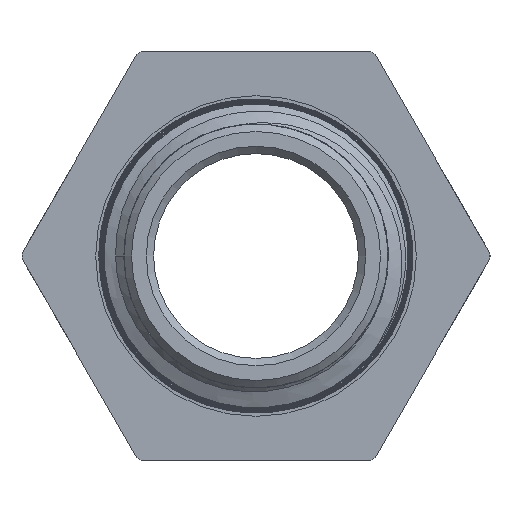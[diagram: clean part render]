
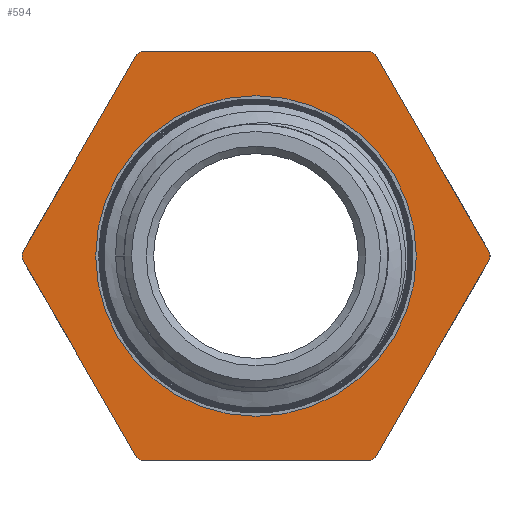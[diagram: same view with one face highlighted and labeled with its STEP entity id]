
A CAD part, left-side view. The second image highlights one B-rep face of the part: STEP entity #594.
In plain terms, the highlighted planar face has unit normal (-1, 0, 0).
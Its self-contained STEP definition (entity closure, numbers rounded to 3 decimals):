
#27=LINE('',#6326,#45);
#31=LINE('',#6351,#49);
#34=LINE('',#6366,#52);
#37=LINE('',#6381,#55);
#40=LINE('',#6396,#58);
#43=LINE('',#6411,#61);
#45=VECTOR('',#718,10.);
#49=VECTOR('',#724,10.);
#52=VECTOR('',#729,10.);
#55=VECTOR('',#734,10.);
#58=VECTOR('',#739,10.);
#61=VECTOR('',#744,10.);
#69=PLANE('',#661);
#96=FACE_BOUND('',#175,.T.);
#132=FACE_OUTER_BOUND('',#174,.T.);
#174=EDGE_LOOP('',(#506,#507,#508,#509,#510,#511,#512,#513,#514,#515,#516,
#517));
#175=EDGE_LOOP('',(#518));
#214=CIRCLE('',#652,16.);
#215=CIRCLE('',#654,16.);
#216=CIRCLE('',#656,16.);
#217=CIRCLE('',#658,16.);
#218=CIRCLE('',#660,16.);
#219=CIRCLE('',#662,16.);
#220=CIRCLE('',#663,10.96);
#268=VERTEX_POINT('',#6324);
#269=VERTEX_POINT('',#6325);
#276=VERTEX_POINT('',#6348);
#277=VERTEX_POINT('',#6350);
#281=VERTEX_POINT('',#6363);
#282=VERTEX_POINT('',#6365);
#286=VERTEX_POINT('',#6378);
#287=VERTEX_POINT('',#6380);
#291=VERTEX_POINT('',#6393);
#292=VERTEX_POINT('',#6395);
#296=VERTEX_POINT('',#6408);
#297=VERTEX_POINT('',#6410);
#298=VERTEX_POINT('',#6440);
#334=EDGE_CURVE('',#268,#269,#27,.T.);
#342=EDGE_CURVE('',#277,#276,#31,.T.);
#347=EDGE_CURVE('',#282,#281,#34,.T.);
#352=EDGE_CURVE('',#287,#286,#37,.T.);
#357=EDGE_CURVE('',#292,#291,#40,.T.);
#362=EDGE_CURVE('',#297,#296,#43,.T.);
#374=EDGE_CURVE('',#297,#286,#214,.T.);
#375=EDGE_CURVE('',#287,#281,#215,.T.);
#376=EDGE_CURVE('',#282,#269,#216,.T.);
#377=EDGE_CURVE('',#292,#276,#217,.T.);
#378=EDGE_CURVE('',#277,#296,#218,.T.);
#379=EDGE_CURVE('',#268,#291,#219,.T.);
#380=EDGE_CURVE('',#298,#298,#220,.T.);
#506=ORIENTED_EDGE('',*,*,#334,.T.);
#507=ORIENTED_EDGE('',*,*,#376,.F.);
#508=ORIENTED_EDGE('',*,*,#347,.T.);
#509=ORIENTED_EDGE('',*,*,#375,.F.);
#510=ORIENTED_EDGE('',*,*,#352,.T.);
#511=ORIENTED_EDGE('',*,*,#374,.F.);
#512=ORIENTED_EDGE('',*,*,#362,.T.);
#513=ORIENTED_EDGE('',*,*,#378,.F.);
#514=ORIENTED_EDGE('',*,*,#342,.T.);
#515=ORIENTED_EDGE('',*,*,#377,.F.);
#516=ORIENTED_EDGE('',*,*,#357,.T.);
#517=ORIENTED_EDGE('',*,*,#379,.F.);
#518=ORIENTED_EDGE('',*,*,#380,.T.);
#594=ADVANCED_FACE('',(#132,#96),#69,.T.);
#652=AXIS2_PLACEMENT_3D('',#6429,#778,#779);
#654=AXIS2_PLACEMENT_3D('',#6431,#782,#783);
#656=AXIS2_PLACEMENT_3D('',#6433,#786,#787);
#658=AXIS2_PLACEMENT_3D('',#6435,#790,#791);
#660=AXIS2_PLACEMENT_3D('',#6437,#794,#795);
#661=AXIS2_PLACEMENT_3D('',#6438,#796,#797);
#662=AXIS2_PLACEMENT_3D('',#6439,#798,#799);
#663=AXIS2_PLACEMENT_3D('',#6441,#800,#801);
#718=DIRECTION('',(0.,0.5,-0.866));
#724=DIRECTION('',(0.,0.5,0.866));
#729=DIRECTION('',(0.,-0.5,-0.866));
#734=DIRECTION('',(0.,-1.,0.));
#739=DIRECTION('',(0.,1.,0.));
#744=DIRECTION('',(0.,-0.5,0.866));
#778=DIRECTION('center_axis',(1.,0.,0.));
#779=DIRECTION('ref_axis',(0.,0.,-1.));
#782=DIRECTION('center_axis',(1.,0.,0.));
#783=DIRECTION('ref_axis',(0.,0.,-1.));
#786=DIRECTION('center_axis',(1.,0.,0.));
#787=DIRECTION('ref_axis',(0.,0.,-1.));
#790=DIRECTION('center_axis',(1.,0.,0.));
#791=DIRECTION('ref_axis',(0.,0.,-1.));
#794=DIRECTION('center_axis',(1.,0.,0.));
#795=DIRECTION('ref_axis',(0.,0.,-1.));
#796=DIRECTION('center_axis',(-1.,0.,0.));
#797=DIRECTION('ref_axis',(0.,0.,1.));
#798=DIRECTION('center_axis',(1.,0.,0.));
#799=DIRECTION('ref_axis',(0.,0.,-1.));
#800=DIRECTION('center_axis',(1.,0.,0.));
#801=DIRECTION('ref_axis',(0.,0.,-1.));
#6324=CARTESIAN_POINT('',(-21.,8.163,13.761));
#6325=CARTESIAN_POINT('',(-21.,15.999,0.189));
#6326=CARTESIAN_POINT('',(-21.,16.04,0.118));
#6348=CARTESIAN_POINT('',(-21.,-8.163,13.761));
#6350=CARTESIAN_POINT('',(-21.,-15.999,0.189));
#6351=CARTESIAN_POINT('',(-21.,-8.122,13.832));
#6363=CARTESIAN_POINT('',(-21.,8.163,-13.761));
#6365=CARTESIAN_POINT('',(-21.,15.999,-0.189));
#6366=CARTESIAN_POINT('',(-21.,12.122,-6.904));
#6378=CARTESIAN_POINT('',(-21.,-7.836,-13.95));
#6380=CARTESIAN_POINT('',(-21.,7.836,-13.95));
#6381=CARTESIAN_POINT('',(-21.,4.082,-13.95));
#6393=CARTESIAN_POINT('',(-21.,7.836,13.95));
#6395=CARTESIAN_POINT('',(-21.,-7.836,13.95));
#6396=CARTESIAN_POINT('',(-21.,11.918,13.95));
#6408=CARTESIAN_POINT('',(-21.,-15.999,-0.189));
#6410=CARTESIAN_POINT('',(-21.,-8.163,-13.761));
#6411=CARTESIAN_POINT('',(-21.,-12.04,-7.046));
#6429=CARTESIAN_POINT('Origin',(-21.,0.,0.));
#6431=CARTESIAN_POINT('Origin',(-21.,0.,0.));
#6433=CARTESIAN_POINT('Origin',(-21.,0.,0.));
#6435=CARTESIAN_POINT('Origin',(-21.,0.,0.));
#6437=CARTESIAN_POINT('Origin',(-21.,0.,0.));
#6438=CARTESIAN_POINT('Origin',(-21.,16.,0.));
#6439=CARTESIAN_POINT('Origin',(-21.,0.,0.));
#6440=CARTESIAN_POINT('',(-21.,10.96,0.));
#6441=CARTESIAN_POINT('Origin',(-21.,0.,0.));
